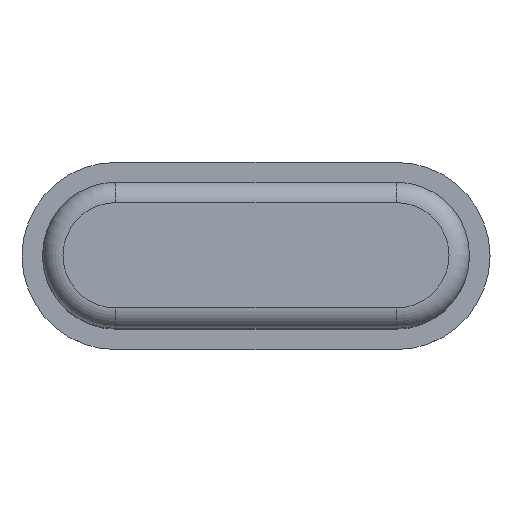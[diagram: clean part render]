
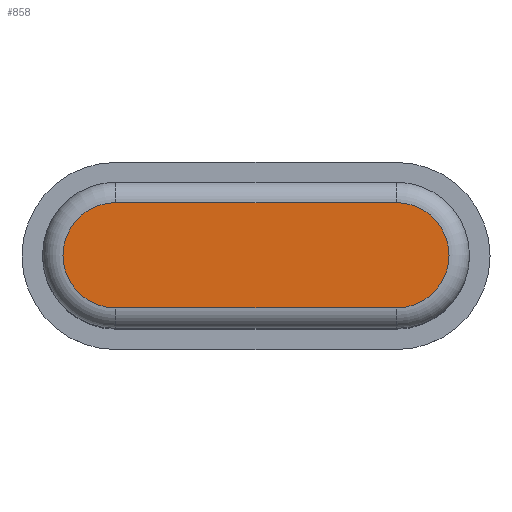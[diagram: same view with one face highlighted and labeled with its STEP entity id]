
A CAD part, top view. The second image highlights one B-rep face of the part: STEP entity #858.
In plain terms, the highlighted face is planar.
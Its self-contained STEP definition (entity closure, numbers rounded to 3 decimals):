
#858 = ADVANCED_FACE('',(#859),#895,.T.);
#859 = FACE_BOUND('',#860,.T.);
#860 = EDGE_LOOP('',(#861,#871,#880,#888));
#861 = ORIENTED_EDGE('',*,*,#862,.T.);
#862 = EDGE_CURVE('',#863,#865,#867,.T.);
#863 = VERTEX_POINT('',#864);
#864 = CARTESIAN_POINT('',(2.4,7.,-0.9));
#865 = VERTEX_POINT('',#866);
#866 = CARTESIAN_POINT('',(-2.4,7.,-0.9));
#867 = LINE('',#868,#869);
#868 = CARTESIAN_POINT('',(0.,7.,-0.9));
#869 = VECTOR('',#870,1.);
#870 = DIRECTION('',(-1.,-0.,-0.));
#871 = ORIENTED_EDGE('',*,*,#872,.T.);
#872 = EDGE_CURVE('',#865,#873,#875,.T.);
#873 = VERTEX_POINT('',#874);
#874 = CARTESIAN_POINT('',(-2.4,7.,0.9));
#875 = CIRCLE('',#876,0.9);
#876 = AXIS2_PLACEMENT_3D('',#877,#878,#879);
#877 = CARTESIAN_POINT('',(-2.4,7.,0.));
#878 = DIRECTION('',(0.,1.,-0.));
#879 = DIRECTION('',(0.,0.,1.));
#880 = ORIENTED_EDGE('',*,*,#881,.T.);
#881 = EDGE_CURVE('',#873,#882,#884,.T.);
#882 = VERTEX_POINT('',#883);
#883 = CARTESIAN_POINT('',(2.4,7.,0.9));
#884 = LINE('',#885,#886);
#885 = CARTESIAN_POINT('',(2.4,7.,0.9));
#886 = VECTOR('',#887,1.);
#887 = DIRECTION('',(1.,-0.,0.));
#888 = ORIENTED_EDGE('',*,*,#889,.T.);
#889 = EDGE_CURVE('',#882,#863,#890,.T.);
#890 = CIRCLE('',#891,0.9);
#891 = AXIS2_PLACEMENT_3D('',#892,#893,#894);
#892 = CARTESIAN_POINT('',(2.4,7.,0.));
#893 = DIRECTION('',(0.,1.,-0.));
#894 = DIRECTION('',(0.,0.,1.));
#895 = PLANE('',#896);
#896 = AXIS2_PLACEMENT_3D('',#897,#898,#899);
#897 = CARTESIAN_POINT('',(0.,7.,0.));
#898 = DIRECTION('',(0.,1.,-0.));
#899 = DIRECTION('',(0.,0.,1.));
